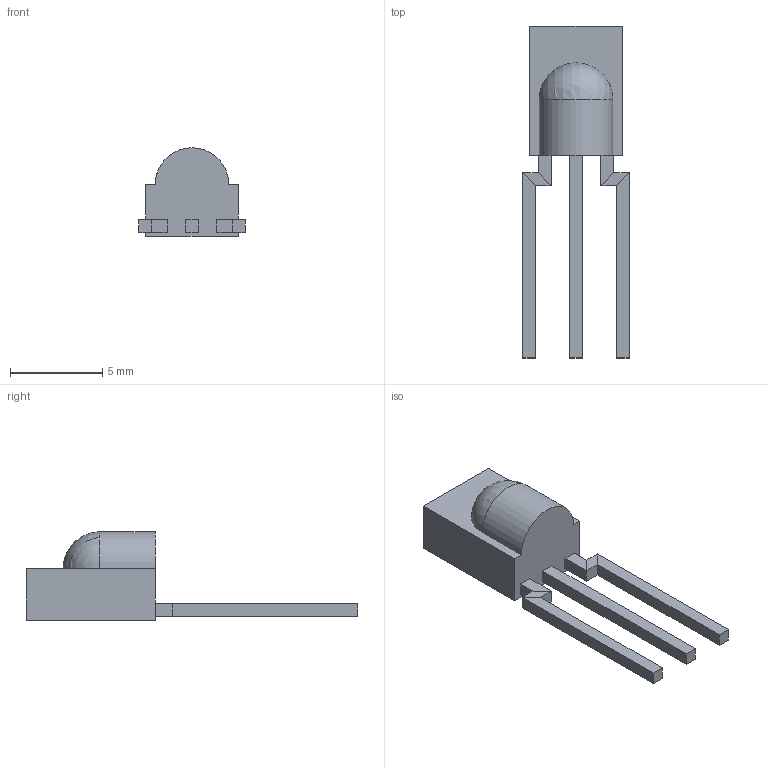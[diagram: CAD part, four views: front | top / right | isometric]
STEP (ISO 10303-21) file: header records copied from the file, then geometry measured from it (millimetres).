
FILE_DESCRIPTION(/* description */ ('STEP AP214'),/* implementation_level */ '2;1');
FILE_NAME(/* name */ 'TSOP382 (1).stp',/* time_stamp */ '2024-02-07T17:29:16+01:00',/* author */ ('Simak'),/* organization */ (''),/* preprocessor_version */ 'ST-DEVELOPER v19.2',/* originating_system */ 'Autodesk Inventor 2024',/* authorisation */ '');
FILE_SCHEMA (('AUTOMOTIVE_DESIGN { 1 0 10303 214 3 1 1 }'));
Length unit declared in the file: millimetre
Products named in the file (1): IR Receiver
Bounding box: 5.78 x 18 x 4.8 mm (x, y, z)
Volume: 142.2 mm3; surface area: 253.7 mm2
Topology: 1 solids, 1 shells, 39 faces, 88 edges, 52 vertices
Faces by surface type: plane 37, cylinder 1, sphere 1
Entity records: 1123 total; most frequent: CARTESIAN_POINT 178, ORIENTED_EDGE 172, DIRECTION 169, EDGE_CURVE 86, LINE 83, VECTOR 83, VERTEX_POINT 52, AXIS2_PLACEMENT_3D 43
